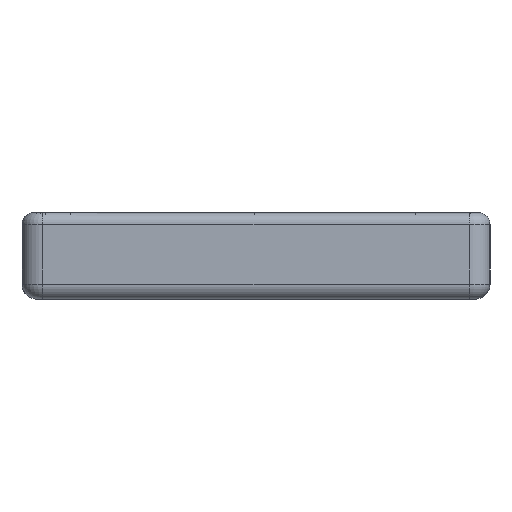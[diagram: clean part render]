
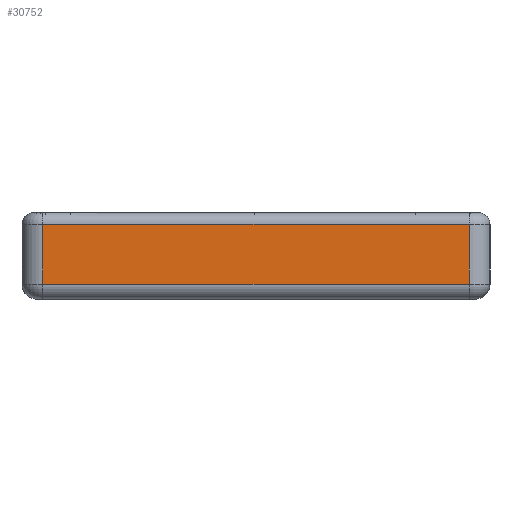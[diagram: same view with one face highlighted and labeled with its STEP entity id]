
A CAD part, left-side view. The second image highlights one B-rep face of the part: STEP entity #30752.
In plain terms, the highlighted planar face has unit normal (-1, 0, 0).
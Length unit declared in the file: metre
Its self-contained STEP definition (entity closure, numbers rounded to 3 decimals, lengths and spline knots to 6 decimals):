
#1843=ORIENTED_EDGE('',*,*,#11158,.T.);
#1844=ORIENTED_EDGE('',*,*,#11184,.T.);
#1845=ORIENTED_EDGE('',*,*,#11181,.F.);
#1846=ORIENTED_EDGE('',*,*,#11185,.T.);
#11158=EDGE_CURVE('',#15820,#15819,#18934,.T.);
#11181=EDGE_CURVE('',#15837,#15838,#18950,.T.);
#11184=EDGE_CURVE('',#15819,#15838,#18951,.F.);
#11185=EDGE_CURVE('',#15837,#15820,#18952,.T.);
#15819=VERTEX_POINT('',#44540);
#15820=VERTEX_POINT('',#44542);
#15837=VERTEX_POINT('',#44588);
#15838=VERTEX_POINT('',#44589);
#18934=LINE('',#44541,#22665);
#18950=LINE('',#44587,#22681);
#18951=LINE('',#44593,#22682);
#18952=LINE('',#44594,#22683);
#22665=VECTOR('',#35392,1.);
#22681=VECTOR('',#35434,1.);
#22682=VECTOR('',#35441,1.);
#22683=VECTOR('',#35442,1.);
#26169=EDGE_LOOP('',(#1843,#1844,#1845,#1846));
#27882=FACE_BOUND('',#26169,.T.);
#29586=PLANE('',#32464);
#30752=ADVANCED_FACE('',(#27882),#29586,.T.);
#32464=AXIS2_PLACEMENT_3D('',#44592,#35439,#35440);
#35392=DIRECTION('',(0.,0.,1.));
#35434=DIRECTION('',(0.,0.,1.));
#35439=DIRECTION('',(-1.,0.,0.));
#35440=DIRECTION('',(0.,-1.,0.));
#35441=DIRECTION('',(0.,-1.,0.));
#35442=DIRECTION('',(0.,-1.,0.));
#44540=CARTESIAN_POINT('',(-0.126205,-0.037084,0.012));
#44541=CARTESIAN_POINT('',(-0.126205,-0.037084,0.));
#44542=CARTESIAN_POINT('',(-0.126205,-0.037084,0.0016));
#44587=CARTESIAN_POINT('',(-0.126205,0.036942,0.));
#44588=CARTESIAN_POINT('',(-0.126205,0.036942,0.0016));
#44589=CARTESIAN_POINT('',(-0.126205,0.036942,0.012));
#44592=CARTESIAN_POINT('',(-0.126205,-0.000071,0.));
#44593=CARTESIAN_POINT('',(-0.126205,-0.000071,0.012));
#44594=CARTESIAN_POINT('',(-0.126205,-0.037084,0.0016));
